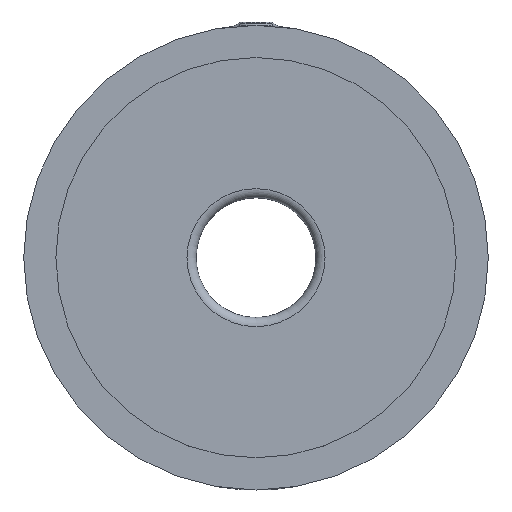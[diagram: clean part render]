
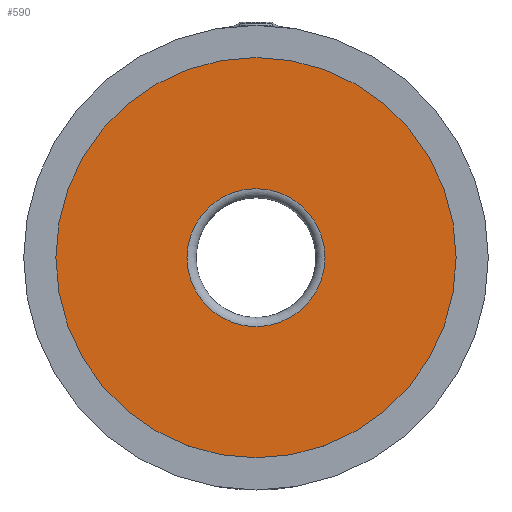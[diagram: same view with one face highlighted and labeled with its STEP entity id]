
A CAD part, front view. The second image highlights one B-rep face of the part: STEP entity #590.
In plain terms, the highlighted face is planar.
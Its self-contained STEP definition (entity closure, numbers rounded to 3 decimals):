
#140=FACE_BOUND('',#207,.T.);
#153=PLANE('',#720);
#171=FACE_OUTER_BOUND('',#206,.T.);
#206=EDGE_LOOP('',(#441));
#207=EDGE_LOOP('',(#442));
#253=CIRCLE('',#713,7.5);
#259=CIRCLE('',#721,21.75);
#284=VERTEX_POINT('',#973);
#289=VERTEX_POINT('',#987);
#343=EDGE_CURVE('',#284,#284,#253,.T.);
#350=EDGE_CURVE('',#289,#289,#259,.T.);
#441=ORIENTED_EDGE('',*,*,#350,.F.);
#442=ORIENTED_EDGE('',*,*,#343,.F.);
#590=ADVANCED_FACE('',(#171,#140),#153,.T.);
#713=AXIS2_PLACEMENT_3D('',#974,#801,#802);
#720=AXIS2_PLACEMENT_3D('',#986,#816,#817);
#721=AXIS2_PLACEMENT_3D('',#988,#818,#819);
#801=DIRECTION('center_axis',(0.,1.,0.));
#802=DIRECTION('ref_axis',(-1.,0.,0.));
#816=DIRECTION('center_axis',(0.,1.,0.));
#817=DIRECTION('ref_axis',(0.,0.,1.));
#818=DIRECTION('center_axis',(0.,-1.,0.));
#819=DIRECTION('ref_axis',(1.,0.,0.));
#973=CARTESIAN_POINT('',(0.,9.8,7.5));
#974=CARTESIAN_POINT('Origin',(0.,9.8,0.));
#986=CARTESIAN_POINT('Origin',(21.75,9.8,0.));
#987=CARTESIAN_POINT('',(-21.75,9.8,0.));
#988=CARTESIAN_POINT('Origin',(0.,9.8,0.));
